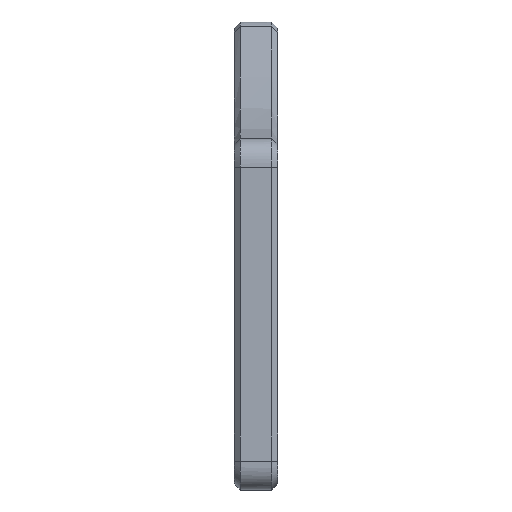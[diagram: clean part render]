
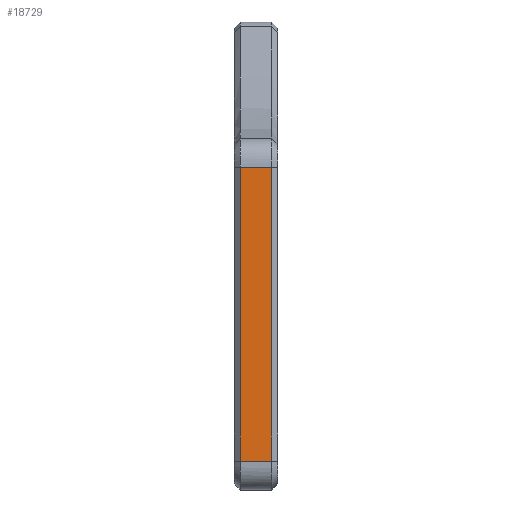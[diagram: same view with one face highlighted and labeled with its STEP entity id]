
A CAD part, left-side view. The second image highlights one B-rep face of the part: STEP entity #18729.
In plain terms, the highlighted planar face has unit normal (-1, 0, 0).
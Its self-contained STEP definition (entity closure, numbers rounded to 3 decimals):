
#8 = CARTESIAN_POINT ( 'NONE',  ( -17.163, -5.1, 93.555 ) ) ;
#95 = VERTEX_POINT ( 'NONE', #18558 ) ;
#381 = VERTEX_POINT ( 'NONE', #8 ) ;
#1551 = VERTEX_POINT ( 'NONE', #8131 ) ;
#2025 = EDGE_CURVE ( 'NONE', #381, #95, #22683, .T. ) ;
#2136 = EDGE_CURVE ( 'NONE', #1551, #9210, #30312, .T. ) ;
#2444 = CARTESIAN_POINT ( 'NONE',  ( -17.163, 7.1, -2.9 ) ) ;
#5438 = PLANE ( 'NONE',  #14750 ) ;
#7595 = DIRECTION ( 'NONE',  ( 0., -1., 0. ) ) ;
#7776 = DIRECTION ( 'NONE',  ( 0., 0., -1. ) ) ;
#7946 = VECTOR ( 'NONE', #20973, 1000. ) ;
#8131 = CARTESIAN_POINT ( 'NONE',  ( -17.163, 5.1, 93.555 ) ) ;
#9210 = VERTEX_POINT ( 'NONE', #11348 ) ;
#9436 = LINE ( 'NONE', #2444, #30683 ) ;
#10230 = CARTESIAN_POINT ( 'NONE',  ( -17.163, 7.1, 93.555 ) ) ;
#11348 = CARTESIAN_POINT ( 'NONE',  ( -17.163, 5.1, -2.9 ) ) ;
#14074 = VECTOR ( 'NONE', #7595, 1000. ) ;
#14567 = ORIENTED_EDGE ( 'NONE', *, *, #23295, .T. ) ;
#14750 = AXIS2_PLACEMENT_3D ( 'NONE', #28606, #24094, #7776 ) ;
#16540 = EDGE_LOOP ( 'NONE', ( #26606, #22916, #14567, #23258 ) ) ;
#17071 = LINE ( 'NONE', #10230, #14074 ) ;
#17092 = FACE_OUTER_BOUND ( 'NONE', #16540, .T. ) ;
#18558 = CARTESIAN_POINT ( 'NONE',  ( -17.163, -5.1, -2.9 ) ) ;
#18636 = CARTESIAN_POINT ( 'NONE',  ( -17.163, 5.1, -2.9 ) ) ;
#18729 = ADVANCED_FACE ( 'NONE', ( #17092 ), #5438, .F. ) ;
#18770 = DIRECTION ( 'NONE',  ( 0., -1., 0. ) ) ;
#20973 = DIRECTION ( 'NONE',  ( 0., 0., -1. ) ) ;
#22683 = LINE ( 'NONE', #29541, #26948 ) ;
#22916 = ORIENTED_EDGE ( 'NONE', *, *, #2136, .T. ) ;
#23258 = ORIENTED_EDGE ( 'NONE', *, *, #2025, .F. ) ;
#23295 = EDGE_CURVE ( 'NONE', #9210, #95, #9436, .T. ) ;
#24094 = DIRECTION ( 'NONE',  ( 1., 0., 0. ) ) ;
#24726 = DIRECTION ( 'NONE',  ( 0., 0., -1. ) ) ;
#26462 = EDGE_CURVE ( 'NONE', #1551, #381, #17071, .T. ) ;
#26606 = ORIENTED_EDGE ( 'NONE', *, *, #26462, .F. ) ;
#26948 = VECTOR ( 'NONE', #24726, 1000. ) ;
#28606 = CARTESIAN_POINT ( 'NONE',  ( -17.163, 7.1, -2.9 ) ) ;
#29541 = CARTESIAN_POINT ( 'NONE',  ( -17.163, -5.1, -2.9 ) ) ;
#30312 = LINE ( 'NONE', #18636, #7946 ) ;
#30683 = VECTOR ( 'NONE', #18770, 1000. ) ;
